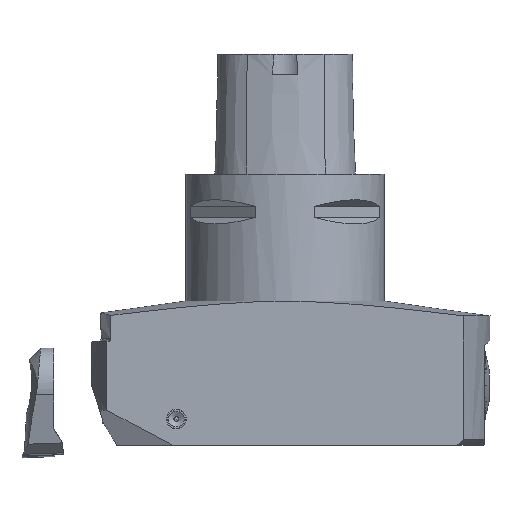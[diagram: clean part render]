
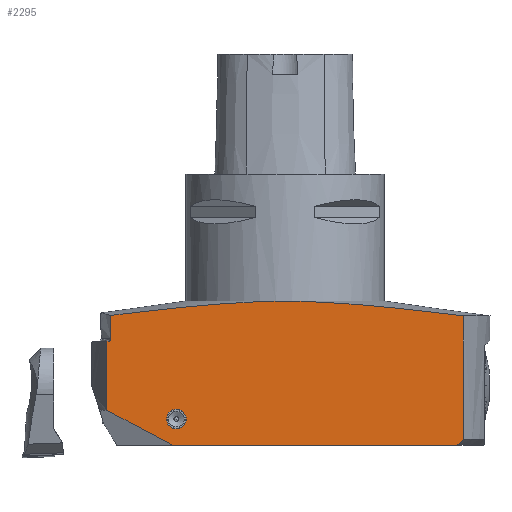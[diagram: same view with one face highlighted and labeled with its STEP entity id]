
A CAD part, front view. The second image highlights one B-rep face of the part: STEP entity #2295.
In plain terms, the highlighted planar face has unit normal (0, -1, 0).
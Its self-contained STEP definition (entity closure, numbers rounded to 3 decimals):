
#180=PLANE('',#7205);
#883=LINE('',#9737,#1585);
#884=LINE('',#9739,#1586);
#890=LINE('',#9760,#1592);
#901=LINE('',#9812,#1603);
#908=LINE('',#9844,#1610);
#909=LINE('',#9846,#1611);
#1585=VECTOR('',#7778,1.);
#1586=VECTOR('',#7781,1.);
#1592=VECTOR('',#7797,1.);
#1603=VECTOR('',#7828,1.);
#1610=VECTOR('',#7843,1.);
#1611=VECTOR('',#7844,1.);
#2295=ADVANCED_FACE('',(#2692,#2693),#180,.F.);
#2692=FACE_BOUND('',#2815,.T.);
#2693=FACE_BOUND('',#2816,.T.);
#2815=EDGE_LOOP('',(#3455,#3456,#3457,#3458,#3459,#3460,#3461,#3462,#3463));
#2816=EDGE_LOOP('',(#3464));
#3253=CIRCLE('',#7204,3.125);
#3455=ORIENTED_EDGE('',*,*,#6016,.T.);
#3456=ORIENTED_EDGE('',*,*,#6022,.T.);
#3457=ORIENTED_EDGE('',*,*,#6062,.T.);
#3458=ORIENTED_EDGE('',*,*,#6053,.T.);
#3459=ORIENTED_EDGE('',*,*,#6063,.F.);
#3460=ORIENTED_EDGE('',*,*,#6064,.F.);
#3461=ORIENTED_EDGE('',*,*,#6033,.T.);
#3462=ORIENTED_EDGE('',*,*,#6035,.F.);
#3463=ORIENTED_EDGE('',*,*,#6023,.F.);
#3464=ORIENTED_EDGE('',*,*,#6065,.T.);
#5351=VERTEX_POINT('',#9658);
#5352=VERTEX_POINT('',#9669);
#5356=VERTEX_POINT('',#9736);
#5357=VERTEX_POINT('',#9740);
#5366=VERTEX_POINT('',#9759);
#5367=VERTEX_POINT('',#9761);
#5383=VERTEX_POINT('',#9811);
#5384=VERTEX_POINT('',#9813);
#5389=VERTEX_POINT('',#9845);
#5390=VERTEX_POINT('',#9848);
#6016=EDGE_CURVE('',#5352,#5351,#6991,.T.);
#6022=EDGE_CURVE('',#5351,#5356,#883,.T.);
#6023=EDGE_CURVE('',#5352,#5357,#884,.T.);
#6033=EDGE_CURVE('',#5367,#5366,#890,.T.);
#6035=EDGE_CURVE('',#5357,#5366,#6993,.T.);
#6053=EDGE_CURVE('',#5384,#5383,#901,.T.);
#6062=EDGE_CURVE('',#5356,#5384,#6996,.T.);
#6063=EDGE_CURVE('',#5389,#5383,#908,.T.);
#6064=EDGE_CURVE('',#5367,#5389,#909,.T.);
#6065=EDGE_CURVE('',#5390,#5390,#3253,.T.);
#6991=B_SPLINE_CURVE_WITH_KNOTS('',3,(#9659,#9660,#9661,#9662,#9663,#9664,
#9665,#9666,#9667,#9668),.UNSPECIFIED.,.F.,.F.,(4,2,2,2,4),(0.,0.25,0.5,
0.75,1.),.UNSPECIFIED.);
#6993=B_SPLINE_CURVE_WITH_KNOTS('',3,(#9764,#9765,#9766,#9767),
 .UNSPECIFIED.,.F.,.F.,(4,4),(0.,1.),.UNSPECIFIED.);
#6996=B_SPLINE_CURVE_WITH_KNOTS('',3,(#9828,#9829,#9830,#9831,#9832,#9833,
#9834,#9835,#9836,#9837,#9838,#9839,#9840,#9841,#9842,#9843),
 .UNSPECIFIED.,.F.,.F.,(4,3,3,3,3,4),(0.,0.21,0.419,
0.63,0.846,1.),.UNSPECIFIED.);
#7204=AXIS2_PLACEMENT_3D('',#9847,#7845,#7846);
#7205=AXIS2_PLACEMENT_3D('',#9849,#7847,#7848);
#7778=DIRECTION('',(0.,0.,-1.));
#7781=DIRECTION('',(0.,0.,-1.));
#7797=DIRECTION('',(1.,0.,0.));
#7828=DIRECTION('',(-1.,0.,0.));
#7843=DIRECTION('',(0.,0.,1.));
#7844=DIRECTION('',(-0.883,0.,0.469));
#7845=DIRECTION('',(0.,1.,0.));
#7846=DIRECTION('',(0.,0.,-1.));
#7847=DIRECTION('',(0.,1.,0.));
#7848=DIRECTION('',(0.,0.,1.));
#9658=CARTESIAN_POINT('',(-55.257,-32.,-44.84));
#9659=CARTESIAN_POINT('',(56.566,-32.,-45.));
#9660=CARTESIAN_POINT('',(47.289,-32.,-43.865));
#9661=CARTESIAN_POINT('',(38.01,-32.,-42.781));
#9662=CARTESIAN_POINT('',(19.421,-32.,-41.036));
#9663=CARTESIAN_POINT('',(10.11,-32.,-40.396));
#9664=CARTESIAN_POINT('',(-8.594,-32.,-40.334));
#9665=CARTESIAN_POINT('',(-17.979,-32.,-40.927));
#9666=CARTESIAN_POINT('',(-36.641,-32.,-42.63));
#9667=CARTESIAN_POINT('',(-45.951,-32.,-43.709));
#9668=CARTESIAN_POINT('',(-55.257,-32.,-44.84));
#9669=CARTESIAN_POINT('',(56.575,-32.005,-45.));
#9736=CARTESIAN_POINT('',(-55.257,-32.,-52.2));
#9737=CARTESIAN_POINT('',(-55.257,-32.,-43.));
#9739=CARTESIAN_POINT('',(56.577,-32.,-45.));
#9740=CARTESIAN_POINT('',(56.566,-32.,-84.2));
#9759=CARTESIAN_POINT('',(54.488,-32.,-86.));
#9760=CARTESIAN_POINT('',(-64.99,-32.,-86.));
#9761=CARTESIAN_POINT('',(-35.731,-32.,-86.));
#9764=CARTESIAN_POINT('',(56.571,-32.,-84.206));
#9765=CARTESIAN_POINT('',(55.88,-32.,-84.807));
#9766=CARTESIAN_POINT('',(55.187,-32.,-85.407));
#9767=CARTESIAN_POINT('',(54.493,-32.,-86.006));
#9811=CARTESIAN_POINT('',(-56.566,-32.,-53.));
#9812=CARTESIAN_POINT('',(-64.99,-32.,-53.));
#9813=CARTESIAN_POINT('',(-56.073,-32.,-53.));
#9828=CARTESIAN_POINT('',(-55.257,-32.,-52.2));
#9829=CARTESIAN_POINT('',(-55.257,-32.,-52.288));
#9830=CARTESIAN_POINT('',(-55.272,-32.,-52.378));
#9831=CARTESIAN_POINT('',(-55.301,-32.,-52.461));
#9832=CARTESIAN_POINT('',(-55.33,-32.,-52.544));
#9833=CARTESIAN_POINT('',(-55.374,-32.,-52.623));
#9834=CARTESIAN_POINT('',(-55.429,-32.,-52.692));
#9835=CARTESIAN_POINT('',(-55.485,-32.,-52.762));
#9836=CARTESIAN_POINT('',(-55.553,-32.,-52.823));
#9837=CARTESIAN_POINT('',(-55.628,-32.,-52.871));
#9838=CARTESIAN_POINT('',(-55.704,-32.,-52.919));
#9839=CARTESIAN_POINT('',(-55.79,-32.,-52.956));
#9840=CARTESIAN_POINT('',(-55.878,-32.,-52.977));
#9841=CARTESIAN_POINT('',(-55.942,-32.,-52.992));
#9842=CARTESIAN_POINT('',(-56.008,-32.,-53.));
#9843=CARTESIAN_POINT('',(-56.073,-32.,-53.));
#9844=CARTESIAN_POINT('',(-56.577,-32.,-74.922));
#9845=CARTESIAN_POINT('',(-56.566,-32.,-74.922));
#9846=CARTESIAN_POINT('',(-58.541,-32.,-73.872));
#9847=CARTESIAN_POINT('',(-34.506,-32.,-77.75));
#9848=CARTESIAN_POINT('',(-34.506,-32.,-80.875));
#9849=CARTESIAN_POINT('',(-64.99,-32.,-86.));
